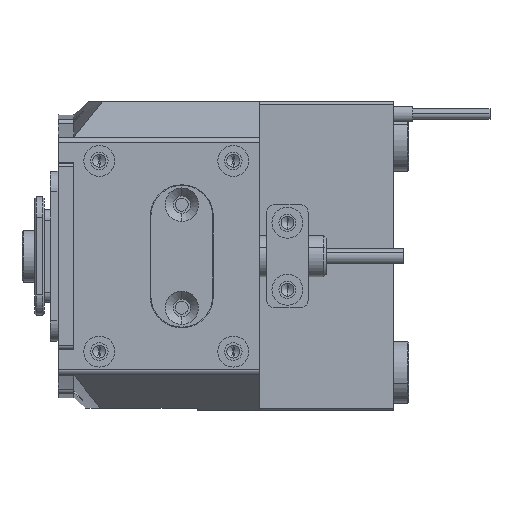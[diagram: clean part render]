
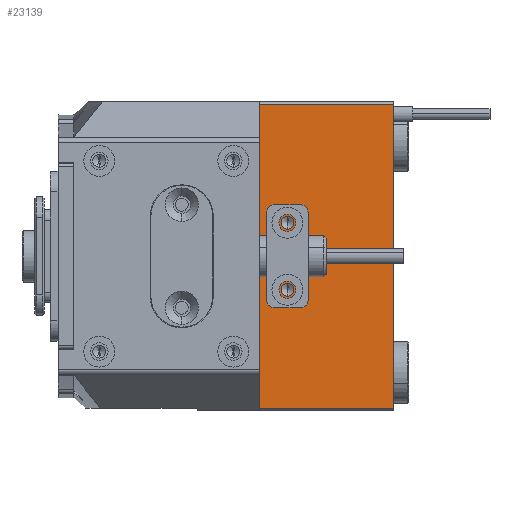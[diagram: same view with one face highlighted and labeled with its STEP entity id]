
A CAD part, left-side view. The second image highlights one B-rep face of the part: STEP entity #23139.
In plain terms, the highlighted planar face has unit normal (-1, 0, 0).
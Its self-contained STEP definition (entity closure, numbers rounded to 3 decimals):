
#227 = ORIENTED_EDGE ( 'NONE', *, *, #33812, .F. ) ;
#592 = CARTESIAN_POINT ( 'NONE',  ( -50.5, -11., 30. ) ) ;
#734 = VERTEX_POINT ( 'NONE', #7015 ) ;
#948 = LINE ( 'NONE', #592, #42361 ) ;
#1602 = CARTESIAN_POINT ( 'NONE',  ( -50.5, -16.5, 7.75 ) ) ;
#2285 = DIRECTION ( 'NONE',  ( 0., 1., 0. ) ) ;
#2497 = VERTEX_POINT ( 'NONE', #38322 ) ;
#4220 = CARTESIAN_POINT ( 'NONE',  ( -50.5, -37., -29.5 ) ) ;
#4463 = CIRCLE ( 'NONE', #5286, 1.25 ) ;
#5286 = AXIS2_PLACEMENT_3D ( 'NONE', #10641, #21921, #14279 ) ;
#5673 = EDGE_LOOP ( 'NONE', ( #34575, #24465, #227, #9055 ) ) ;
#5872 = FACE_BOUND ( 'NONE', #31312, .T. ) ;
#7015 = CARTESIAN_POINT ( 'NONE',  ( -50.5, -11., -29.5 ) ) ;
#7697 = DIRECTION ( 'NONE',  ( 0., 0., -1. ) ) ;
#9055 = ORIENTED_EDGE ( 'NONE', *, *, #48791, .T. ) ;
#9825 = EDGE_CURVE ( 'NONE', #47109, #14651, #19740, .T. ) ;
#9875 = LINE ( 'NONE', #21796, #13998 ) ;
#10199 = DIRECTION ( 'NONE',  ( 0., -1., 0. ) ) ;
#10641 = CARTESIAN_POINT ( 'NONE',  ( -50.5, -16.5, -6.5 ) ) ;
#11472 = DIRECTION ( 'NONE',  ( 0., 0., -1. ) ) ;
#12689 = AXIS2_PLACEMENT_3D ( 'NONE', #33546, #34034, #19167 ) ;
#12800 = CARTESIAN_POINT ( 'NONE',  ( -50.5, -16.5, -5.25 ) ) ;
#13003 = FACE_BOUND ( 'NONE', #40600, .T. ) ;
#13998 = VECTOR ( 'NONE', #10199, 1000. ) ;
#14279 = DIRECTION ( 'NONE',  ( 0., 0., 1. ) ) ;
#14305 = ORIENTED_EDGE ( 'NONE', *, *, #16545, .F. ) ;
#14610 = ORIENTED_EDGE ( 'NONE', *, *, #9825, .F. ) ;
#14651 = VERTEX_POINT ( 'NONE', #1602 ) ;
#15291 = CARTESIAN_POINT ( 'NONE',  ( -50.5, -37., 30. ) ) ;
#16545 = EDGE_CURVE ( 'NONE', #14651, #47109, #17861, .T. ) ;
#17515 = CARTESIAN_POINT ( 'NONE',  ( -50.5, -37., 29.5 ) ) ;
#17744 = EDGE_CURVE ( 'NONE', #18204, #29224, #45549, .T. ) ;
#17861 = CIRCLE ( 'NONE', #46884, 1.25 ) ;
#17929 = VECTOR ( 'NONE', #11472, 1000. ) ;
#18204 = VERTEX_POINT ( 'NONE', #19407 ) ;
#18309 = DIRECTION ( 'NONE',  ( 0., 1., 0. ) ) ;
#19167 = DIRECTION ( 'NONE',  ( 0., 0., 1. ) ) ;
#19226 = ORIENTED_EDGE ( 'NONE', *, *, #17744, .F. ) ;
#19407 = CARTESIAN_POINT ( 'NONE',  ( -50.5, -16.5, -7.75 ) ) ;
#19489 = CARTESIAN_POINT ( 'NONE',  ( -50.5, -16.5, 6.5 ) ) ;
#19740 = CIRCLE ( 'NONE', #42516, 1.25 ) ;
#21796 = CARTESIAN_POINT ( 'NONE',  ( -50.5, -37., -29.5 ) ) ;
#21921 = DIRECTION ( 'NONE',  ( -1., 0., 0. ) ) ;
#23139 = ADVANCED_FACE ( 'NONE', ( #5872, #13003, #44929 ), #34167, .F. ) ;
#23276 = DIRECTION ( 'NONE',  ( 0., 0., 1. ) ) ;
#24465 = ORIENTED_EDGE ( 'NONE', *, *, #30273, .T. ) ;
#25157 = AXIS2_PLACEMENT_3D ( 'NONE', #15291, #41580, #18309 ) ;
#25823 = EDGE_CURVE ( 'NONE', #29224, #18204, #4463, .T. ) ;
#28171 = VECTOR ( 'NONE', #2285, 1000. ) ;
#28324 = DIRECTION ( 'NONE',  ( -1., 0., 0. ) ) ;
#28998 = VERTEX_POINT ( 'NONE', #4220 ) ;
#29224 = VERTEX_POINT ( 'NONE', #12800 ) ;
#30273 = EDGE_CURVE ( 'NONE', #734, #28998, #9875, .T. ) ;
#30566 = EDGE_CURVE ( 'NONE', #44716, #734, #948, .T. ) ;
#31312 = EDGE_LOOP ( 'NONE', ( #14305, #14610 ) ) ;
#31538 = LINE ( 'NONE', #33967, #17929 ) ;
#32467 = CARTESIAN_POINT ( 'NONE',  ( -50.5, -16.5, 6.5 ) ) ;
#33546 = CARTESIAN_POINT ( 'NONE',  ( -50.5, -16.5, -6.5 ) ) ;
#33812 = EDGE_CURVE ( 'NONE', #2497, #28998, #31538, .T. ) ;
#33967 = CARTESIAN_POINT ( 'NONE',  ( -50.5, -37., 30. ) ) ;
#34034 = DIRECTION ( 'NONE',  ( -1., 0., 0. ) ) ;
#34167 = PLANE ( 'NONE',  #25157 ) ;
#34575 = ORIENTED_EDGE ( 'NONE', *, *, #30566, .T. ) ;
#35762 = DIRECTION ( 'NONE',  ( 0., 0., 1. ) ) ;
#38322 = CARTESIAN_POINT ( 'NONE',  ( -50.5, -37., 29.5 ) ) ;
#38563 = CARTESIAN_POINT ( 'NONE',  ( -50.5, -11., 29.5 ) ) ;
#38666 = CARTESIAN_POINT ( 'NONE',  ( -50.5, -16.5, 5.25 ) ) ;
#39224 = ORIENTED_EDGE ( 'NONE', *, *, #25823, .F. ) ;
#40600 = EDGE_LOOP ( 'NONE', ( #39224, #19226 ) ) ;
#41580 = DIRECTION ( 'NONE',  ( 1., 0., 0. ) ) ;
#42361 = VECTOR ( 'NONE', #7697, 1000. ) ;
#42516 = AXIS2_PLACEMENT_3D ( 'NONE', #19489, #45909, #23276 ) ;
#44716 = VERTEX_POINT ( 'NONE', #38563 ) ;
#44929 = FACE_OUTER_BOUND ( 'NONE', #5673, .T. ) ;
#45549 = CIRCLE ( 'NONE', #12689, 1.25 ) ;
#45909 = DIRECTION ( 'NONE',  ( -1., 0., 0. ) ) ;
#46507 = LINE ( 'NONE', #17515, #28171 ) ;
#46884 = AXIS2_PLACEMENT_3D ( 'NONE', #32467, #28324, #35762 ) ;
#47109 = VERTEX_POINT ( 'NONE', #38666 ) ;
#48791 = EDGE_CURVE ( 'NONE', #2497, #44716, #46507, .T. ) ;
